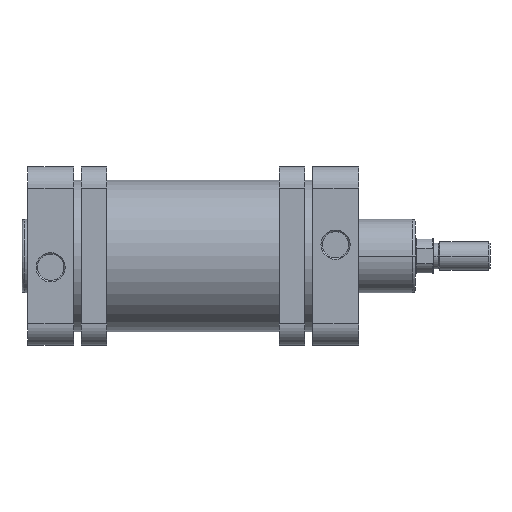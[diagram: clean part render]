
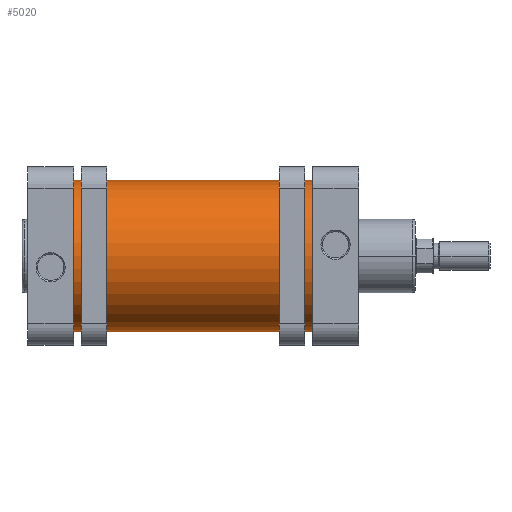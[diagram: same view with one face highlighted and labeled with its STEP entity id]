
A CAD part, front view. The second image highlights one B-rep face of the part: STEP entity #5020.
In plain terms, the highlighted cylindrical face has radius 53.5 mm (diameter 107 mm), a partial arc.
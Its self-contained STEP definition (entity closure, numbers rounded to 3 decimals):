
#22 = EDGE_CURVE ( 'NONE', #2648, #2652, #822, .T. ) ;
#25 = EDGE_CURVE ( 'NONE', #2662, #2636, #834, .T. ) ;
#197 = EDGE_CURVE ( 'NONE', #2636, #2652, #3683, .T. ) ;
#199 = EDGE_CURVE ( 'NONE', #2662, #2648, #3645, .T. ) ;
#257 = ORIENTED_EDGE ( 'NONE', *, *, #197, .T. ) ;
#261 = ORIENTED_EDGE ( 'NONE', *, *, #199, .F. ) ;
#264 = ORIENTED_EDGE ( 'NONE', *, *, #25, .T. ) ;
#265 = ORIENTED_EDGE ( 'NONE', *, *, #22, .F. ) ;
#822 = LINE ( 'NONE', #2826, #830 ) ;
#830 = VECTOR ( 'NONE', #2829, 1000. ) ;
#832 = VECTOR ( 'NONE', #2837, 1000. ) ;
#834 = LINE ( 'NONE', #2830, #832 ) ;
#1197 = AXIS2_PLACEMENT_3D ( 'NONE', #3308, #3316, #3317 ) ;
#1199 = AXIS2_PLACEMENT_3D ( 'NONE', #3315, #3322, #3323 ) ;
#1329 = AXIS2_PLACEMENT_3D ( 'NONE', #4145, #4144, #4143 ) ;
#1756 = FACE_OUTER_BOUND ( 'NONE', #2270, .T. ) ;
#1757 = CYLINDRICAL_SURFACE ( 'NONE', #1329, 53.5 ) ;
#2270 = EDGE_LOOP ( 'NONE', ( #265, #261, #264, #257 ) ) ;
#2636 = VERTEX_POINT ( 'NONE', #3868 ) ;
#2648 = VERTEX_POINT ( 'NONE', #3880 ) ;
#2652 = VERTEX_POINT ( 'NONE', #3884 ) ;
#2662 = VERTEX_POINT ( 'NONE', #3894 ) ;
#2826 = CARTESIAN_POINT ( 'NONE',  ( 53.5, 0., 169. ) ) ;
#2829 = DIRECTION ( 'NONE',  ( 0., 0., -1. ) ) ;
#2830 = CARTESIAN_POINT ( 'NONE',  ( -53.5, 0., 169. ) ) ;
#2837 = DIRECTION ( 'NONE',  ( 0., 0., -1. ) ) ;
#3308 = CARTESIAN_POINT ( 'NONE',  ( 0., 0., 0. ) ) ;
#3315 = CARTESIAN_POINT ( 'NONE',  ( 0., 0., 169. ) ) ;
#3316 = DIRECTION ( 'NONE',  ( 0., 0., 1. ) ) ;
#3317 = DIRECTION ( 'NONE',  ( 1., 0., 0. ) ) ;
#3322 = DIRECTION ( 'NONE',  ( 0., 0., 1. ) ) ;
#3323 = DIRECTION ( 'NONE',  ( 1., 0., 0. ) ) ;
#3645 = CIRCLE ( 'NONE', #1199, 53.5 ) ;
#3683 = CIRCLE ( 'NONE', #1197, 53.5 ) ;
#3868 = CARTESIAN_POINT ( 'NONE',  ( -53.5, 0., 0. ) ) ;
#3880 = CARTESIAN_POINT ( 'NONE',  ( 53.5, 0., 169. ) ) ;
#3884 = CARTESIAN_POINT ( 'NONE',  ( 53.5, 0., 0. ) ) ;
#3894 = CARTESIAN_POINT ( 'NONE',  ( -53.5, 0., 169. ) ) ;
#4143 = DIRECTION ( 'NONE',  ( -1., 0., 0. ) ) ;
#4144 = DIRECTION ( 'NONE',  ( 0., 0., -1. ) ) ;
#4145 = CARTESIAN_POINT ( 'NONE',  ( 0., 0., 169. ) ) ;
#5020 = ADVANCED_FACE ( 'NONE', ( #1756 ), #1757, .T. ) ;
